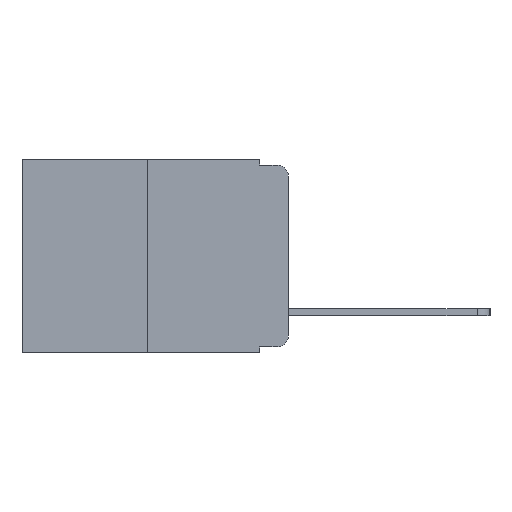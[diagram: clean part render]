
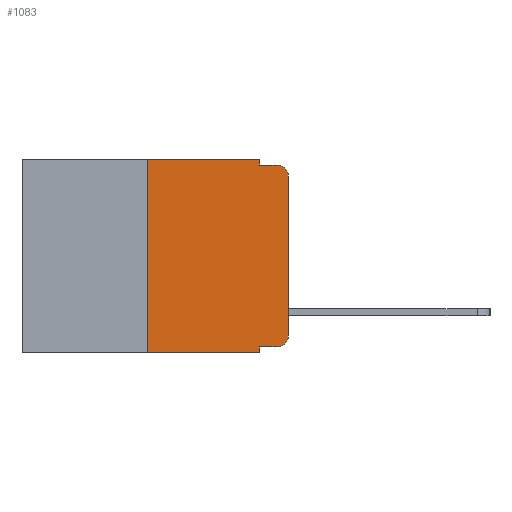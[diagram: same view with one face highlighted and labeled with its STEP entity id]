
A CAD part, left-side view. The second image highlights one B-rep face of the part: STEP entity #1083.
In plain terms, the highlighted planar face has unit normal (-1, 0, 0).
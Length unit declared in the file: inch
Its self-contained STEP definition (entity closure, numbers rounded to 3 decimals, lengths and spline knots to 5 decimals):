
#112 = EDGE_CURVE ( 'NONE', #3886, #10526, #10390, .T. ) ;
#215 = DIRECTION ( 'NONE',  ( -1., 0., 0. ) ) ;
#263 = ORIENTED_EDGE ( 'NONE', *, *, #10317, .T. ) ;
#303 = ORIENTED_EDGE ( 'NONE', *, *, #6278, .T. ) ;
#309 = VECTOR ( 'NONE', #4416, 39.37008 ) ;
#371 = EDGE_CURVE ( 'NONE', #390, #1592, #972, .T. ) ;
#390 = VERTEX_POINT ( 'NONE', #5439 ) ;
#972 = LINE ( 'NONE', #2772, #3193 ) ;
#1004 = VERTEX_POINT ( 'NONE', #9563 ) ;
#1083 = ADVANCED_FACE ( 'NONE', ( #4180 ), #8559, .F. ) ;
#1244 = DIRECTION ( 'NONE',  ( 1., 0., 0. ) ) ;
#1592 = VERTEX_POINT ( 'NONE', #6470 ) ;
#1700 = LINE ( 'NONE', #6354, #10615 ) ;
#1787 = CARTESIAN_POINT ( 'NONE',  ( 0., 0.051, -0.333 ) ) ;
#1804 = DIRECTION ( 'NONE',  ( 0., 0., 1. ) ) ;
#2315 = EDGE_CURVE ( 'NONE', #1592, #9906, #1700, .T. ) ;
#2438 = VERTEX_POINT ( 'NONE', #9640 ) ;
#2495 = LINE ( 'NONE', #1787, #2805 ) ;
#2631 = LINE ( 'NONE', #2679, #9796 ) ;
#2679 = CARTESIAN_POINT ( 'NONE',  ( 0., 0.051, 0. ) ) ;
#2772 = CARTESIAN_POINT ( 'NONE',  ( 0., 0.051, 0. ) ) ;
#2805 = VECTOR ( 'NONE', #8183, 39.37008 ) ;
#2968 = EDGE_CURVE ( 'NONE', #11078, #9906, #9070, .T. ) ;
#3101 = CARTESIAN_POINT ( 'NONE',  ( 0., 0.02, -0.03 ) ) ;
#3193 = VECTOR ( 'NONE', #7945, 39.37008 ) ;
#3591 = EDGE_CURVE ( 'NONE', #8148, #11078, #5300, .T. ) ;
#3886 = VERTEX_POINT ( 'NONE', #6956 ) ;
#3933 = CIRCLE ( 'NONE', #5792, 0.02 ) ;
#4035 = ORIENTED_EDGE ( 'NONE', *, *, #112, .T. ) ;
#4180 = FACE_OUTER_BOUND ( 'NONE', #8008, .T. ) ;
#4303 = AXIS2_PLACEMENT_3D ( 'NONE', #5435, #1244, #6783 ) ;
#4416 = DIRECTION ( 'NONE',  ( 0., -1., 0. ) ) ;
#4509 = ORIENTED_EDGE ( 'NONE', *, *, #10850, .F. ) ;
#4748 = ORIENTED_EDGE ( 'NONE', *, *, #11383, .F. ) ;
#4767 = DIRECTION ( 'NONE',  ( 0., -1., 0. ) ) ;
#4885 = CARTESIAN_POINT ( 'NONE',  ( 0., 0.051, -0.343 ) ) ;
#5190 = ORIENTED_EDGE ( 'NONE', *, *, #7542, .F. ) ;
#5300 = LINE ( 'NONE', #8739, #9715 ) ;
#5435 = CARTESIAN_POINT ( 'NONE',  ( 0., 0.473, 0. ) ) ;
#5439 = CARTESIAN_POINT ( 'NONE',  ( 0., 0.051, 0. ) ) ;
#5481 = ORIENTED_EDGE ( 'NONE', *, *, #371, .F. ) ;
#5546 = ORIENTED_EDGE ( 'NONE', *, *, #2315, .F. ) ;
#5751 = ORIENTED_EDGE ( 'NONE', *, *, #2968, .T. ) ;
#5768 = CARTESIAN_POINT ( 'NONE',  ( 0., 0.051, -0.333 ) ) ;
#5792 = AXIS2_PLACEMENT_3D ( 'NONE', #5845, #215, #10187 ) ;
#5813 = VERTEX_POINT ( 'NONE', #5768 ) ;
#5845 = CARTESIAN_POINT ( 'NONE',  ( 0., 0.02, -0.313 ) ) ;
#6082 = LINE ( 'NONE', #6405, #10155 ) ;
#6235 = ORIENTED_EDGE ( 'NONE', *, *, #3591, .T. ) ;
#6278 = EDGE_CURVE ( 'NONE', #1004, #8148, #3933, .T. ) ;
#6313 = DIRECTION ( 'NONE',  ( 0., -1., 0. ) ) ;
#6336 = CARTESIAN_POINT ( 'NONE',  ( 0., 0., -0.313 ) ) ;
#6354 = CARTESIAN_POINT ( 'NONE',  ( 0., 0.051, -0.01 ) ) ;
#6405 = CARTESIAN_POINT ( 'NONE',  ( 0., 0.25, 0. ) ) ;
#6470 = CARTESIAN_POINT ( 'NONE',  ( 0., 0.051, -0.01 ) ) ;
#6783 = DIRECTION ( 'NONE',  ( 0., 0., -1. ) ) ;
#6956 = CARTESIAN_POINT ( 'NONE',  ( 0., 0.25, -0.343 ) ) ;
#7076 = DIRECTION ( 'NONE',  ( 0., 0., -1. ) ) ;
#7302 = DIRECTION ( 'NONE',  ( 0., 0., 1. ) ) ;
#7467 = LINE ( 'NONE', #10541, #309 ) ;
#7542 = EDGE_CURVE ( 'NONE', #2438, #390, #7467, .T. ) ;
#7617 = VECTOR ( 'NONE', #6313, 39.37008 ) ;
#7945 = DIRECTION ( 'NONE',  ( 0., 0., -1. ) ) ;
#8008 = EDGE_LOOP ( 'NONE', ( #6235, #5751, #5546, #5481, #5190, #4748, #4035, #4509, #263, #303 ) ) ;
#8098 = CARTESIAN_POINT ( 'NONE',  ( 0., 0.473, -0.343 ) ) ;
#8148 = VERTEX_POINT ( 'NONE', #6336 ) ;
#8183 = DIRECTION ( 'NONE',  ( 0., -1., 0. ) ) ;
#8438 = CARTESIAN_POINT ( 'NONE',  ( 0., 0., -0.03 ) ) ;
#8559 = PLANE ( 'NONE',  #4303 ) ;
#8739 = CARTESIAN_POINT ( 'NONE',  ( 0., 0., 0. ) ) ;
#9006 = DIRECTION ( 'NONE',  ( 0., 0., -1. ) ) ;
#9069 = CARTESIAN_POINT ( 'NONE',  ( 0., 0.02, -0.01 ) ) ;
#9070 = CIRCLE ( 'NONE', #10821, 0.02 ) ;
#9563 = CARTESIAN_POINT ( 'NONE',  ( 0., 0.02, -0.333 ) ) ;
#9640 = CARTESIAN_POINT ( 'NONE',  ( 0., 0.25, 0. ) ) ;
#9715 = VECTOR ( 'NONE', #1804, 39.37008 ) ;
#9796 = VECTOR ( 'NONE', #9006, 39.37008 ) ;
#9906 = VERTEX_POINT ( 'NONE', #9069 ) ;
#10155 = VECTOR ( 'NONE', #7302, 39.37008 ) ;
#10187 = DIRECTION ( 'NONE',  ( 0., 0., -1. ) ) ;
#10317 = EDGE_CURVE ( 'NONE', #5813, #1004, #2495, .T. ) ;
#10390 = LINE ( 'NONE', #8098, #7617 ) ;
#10526 = VERTEX_POINT ( 'NONE', #4885 ) ;
#10541 = CARTESIAN_POINT ( 'NONE',  ( 0., 0.473, 0. ) ) ;
#10615 = VECTOR ( 'NONE', #4767, 39.37008 ) ;
#10821 = AXIS2_PLACEMENT_3D ( 'NONE', #3101, #10869, #7076 ) ;
#10850 = EDGE_CURVE ( 'NONE', #5813, #10526, #2631, .T. ) ;
#10869 = DIRECTION ( 'NONE',  ( -1., 0., 0. ) ) ;
#11078 = VERTEX_POINT ( 'NONE', #8438 ) ;
#11383 = EDGE_CURVE ( 'NONE', #3886, #2438, #6082, .T. ) ;
